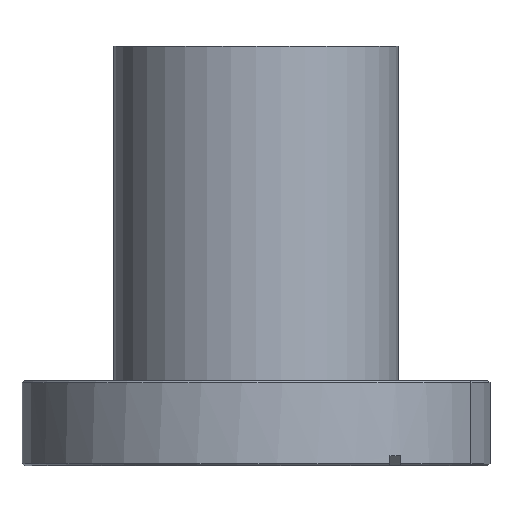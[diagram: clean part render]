
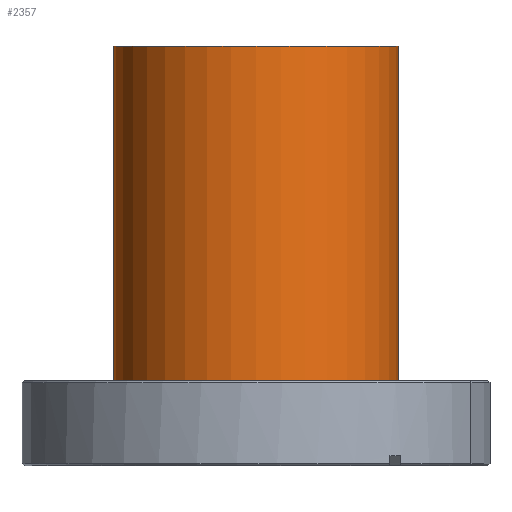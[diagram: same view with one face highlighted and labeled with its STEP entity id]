
A CAD part, front view. The second image highlights one B-rep face of the part: STEP entity #2357.
In plain terms, the highlighted cylindrical face has radius 21.2 mm (diameter 42.4 mm), a partial arc.
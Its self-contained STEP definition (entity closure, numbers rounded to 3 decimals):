
#81 = DIRECTION ( 'NONE',  ( 0., 0., 1. ) ) ;
#295 = CARTESIAN_POINT ( 'NONE',  ( -21.2, 0., -57.4 ) ) ;
#405 = VERTEX_POINT ( 'NONE', #1479 ) ;
#500 = CARTESIAN_POINT ( 'NONE',  ( 0., 0., 0. ) ) ;
#543 = CARTESIAN_POINT ( 'NONE',  ( 0., 0., -57.4 ) ) ;
#669 = AXIS2_PLACEMENT_3D ( 'NONE', #1382, #81, #2276 ) ;
#727 = DIRECTION ( 'NONE',  ( 1., 0., 0. ) ) ;
#777 = LINE ( 'NONE', #1819, #1028 ) ;
#800 = AXIS2_PLACEMENT_3D ( 'NONE', #500, #853, #866 ) ;
#830 = DIRECTION ( 'NONE',  ( 0., 0., 1. ) ) ;
#848 = EDGE_CURVE ( 'NONE', #1024, #1999, #1035, .T. ) ;
#853 = DIRECTION ( 'NONE',  ( 0., 0., 1. ) ) ;
#854 = VERTEX_POINT ( 'NONE', #295 ) ;
#866 = DIRECTION ( 'NONE',  ( 1., 0., 0. ) ) ;
#885 = CYLINDRICAL_SURFACE ( 'NONE', #669, 21.2 ) ;
#901 = ORIENTED_EDGE ( 'NONE', *, *, #1753, .F. ) ;
#1024 = VERTEX_POINT ( 'NONE', #1157 ) ;
#1028 = VECTOR ( 'NONE', #1284, 1000. ) ;
#1035 = CIRCLE ( 'NONE', #800, 21.2 ) ;
#1039 = AXIS2_PLACEMENT_3D ( 'NONE', #543, #1812, #727 ) ;
#1157 = CARTESIAN_POINT ( 'NONE',  ( -21.2, 0., 0. ) ) ;
#1284 = DIRECTION ( 'NONE',  ( 0., 0., 1. ) ) ;
#1382 = CARTESIAN_POINT ( 'NONE',  ( 0., 0., -57.4 ) ) ;
#1390 = VECTOR ( 'NONE', #830, 1000. ) ;
#1426 = EDGE_CURVE ( 'NONE', #854, #405, #2083, .T. ) ;
#1479 = CARTESIAN_POINT ( 'NONE',  ( 21.2, 0., -57.4 ) ) ;
#1495 = ORIENTED_EDGE ( 'NONE', *, *, #1426, .T. ) ;
#1573 = ORIENTED_EDGE ( 'NONE', *, *, #2066, .T. ) ;
#1595 = ORIENTED_EDGE ( 'NONE', *, *, #848, .F. ) ;
#1724 = CARTESIAN_POINT ( 'NONE',  ( 21.2, 0., -57.4 ) ) ;
#1753 = EDGE_CURVE ( 'NONE', #854, #1024, #777, .T. ) ;
#1812 = DIRECTION ( 'NONE',  ( 0., 0., 1. ) ) ;
#1819 = CARTESIAN_POINT ( 'NONE',  ( -21.2, 0., -57.4 ) ) ;
#1871 = CARTESIAN_POINT ( 'NONE',  ( 21.2, 0., 0. ) ) ;
#1999 = VERTEX_POINT ( 'NONE', #1871 ) ;
#2066 = EDGE_CURVE ( 'NONE', #405, #1999, #2288, .T. ) ;
#2083 = CIRCLE ( 'NONE', #1039, 21.2 ) ;
#2276 = DIRECTION ( 'NONE',  ( 1., 0., 0. ) ) ;
#2288 = LINE ( 'NONE', #1724, #1390 ) ;
#2319 = FACE_OUTER_BOUND ( 'NONE', #2338, .T. ) ;
#2338 = EDGE_LOOP ( 'NONE', ( #901, #1495, #1573, #1595 ) ) ;
#2357 = ADVANCED_FACE ( 'NONE', ( #2319 ), #885, .T. ) ;
